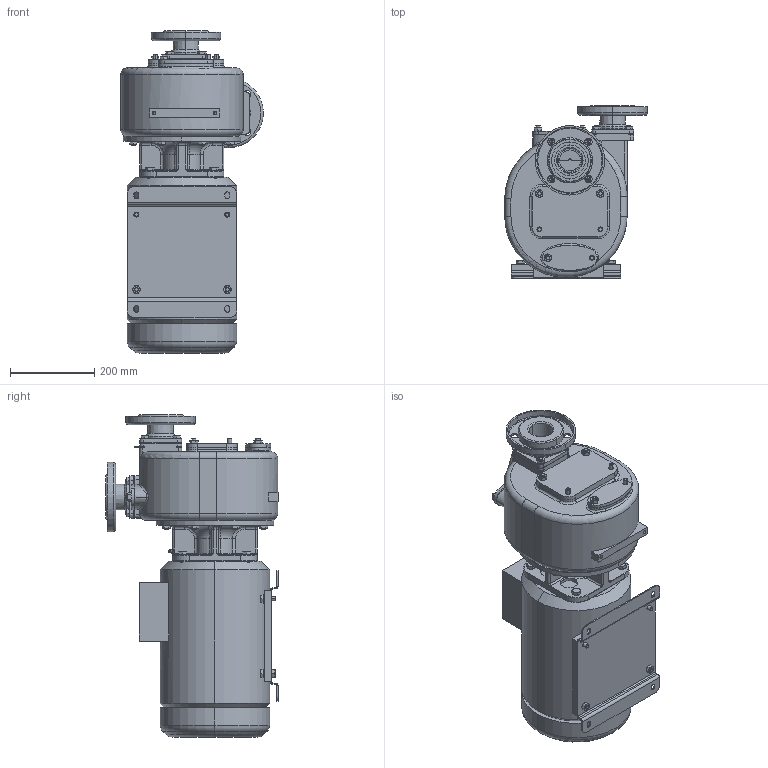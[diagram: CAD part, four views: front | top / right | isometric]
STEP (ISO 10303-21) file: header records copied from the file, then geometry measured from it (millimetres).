
FILE_DESCRIPTION((''),'2;1');
FILE_NAME('S_69_K_T_F_SW0001','2016-07-07T',('Nicola'),(''),'CREO PARAMETRIC BY PTC INC, 2015290','CREO PARAMETRIC BY PTC INC, 2015290','');
FILE_SCHEMA(('CONFIG_CONTROL_DESIGN'));
Products named in the file (1): S_69_K_T_F_SW0001
Bounding box: 339 x 409 x 765.5 mm (x, y, z)
Volume: 39791760.5 mm3; surface area: 1477665.1 mm2
Topology: 1 solids, 4 shells, 1582 faces, 3636 edges, 2181 vertices
Faces by surface type: plane 513, cylinder 453, cone 444, torus 107, bspline 59, extrusion 4, sphere 2
Entity records: 64092 total; most frequent: CARTESIAN_POINT 28830, DIRECTION 7488, ORIENTED_EDGE 7258, EDGE_CURVE 3629, AXIS2_PLACEMENT_3D 3173, VERTEX_POINT 2181, EDGE_LOOP 1794, CIRCLE 1650
